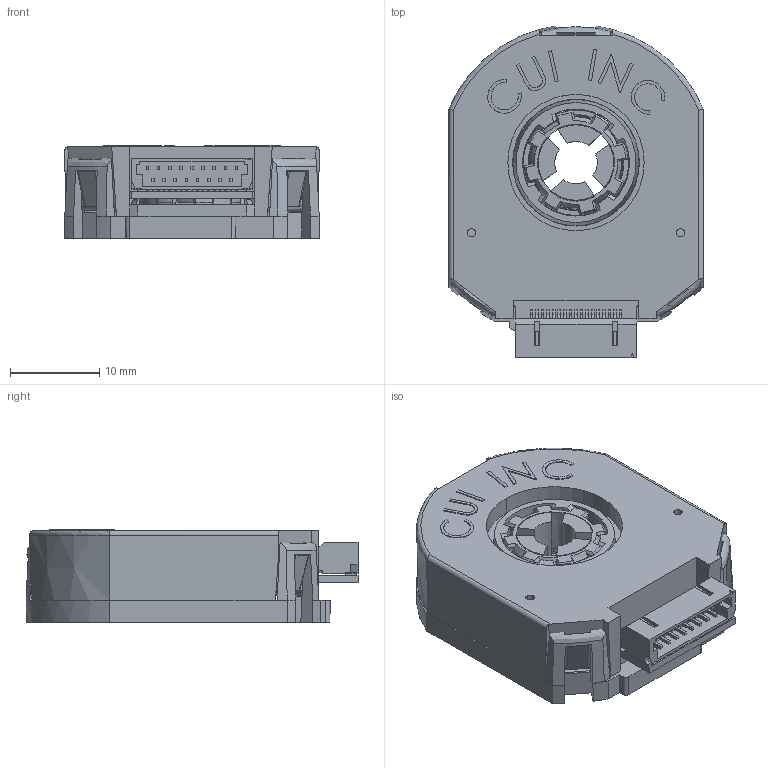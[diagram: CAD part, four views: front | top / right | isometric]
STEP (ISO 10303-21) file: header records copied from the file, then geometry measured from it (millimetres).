
FILE_DESCRIPTION (( 'STEP AP214' ), '1' );
FILE_NAME ('STP-MTRA-ENC9.STEP', '2018-07-30T21:51:59', ( '' ), ( '' ), 'SwSTEP 2.0', 'SolidWorks 2017', '' );
FILE_SCHEMA (( 'AUTOMOTIVE_DESIGN' ));
Length unit declared in the file: inch
Products named in the file (1): STP-MTRA-ENC9
Bounding box: 28.59 x 37.25 x 10.4 mm (x, y, z)
Volume: 4890.4 mm3; surface area: 8673.5 mm2
Topology: 7 solids, 7 shells, 1217 faces, 3521 edges, 2334 vertices
Faces by surface type: plane 710, cylinder 278, cone 163, bspline 66
Entity records: 45221 total; most frequent: CARTESIAN_POINT 12319, ORIENTED_EDGE 7034, DIRECTION 6142, EDGE_CURVE 3517, VERTEX_POINT 2334, VECTOR 2090, LINE 2090, AXIS2_PLACEMENT_3D 2026
